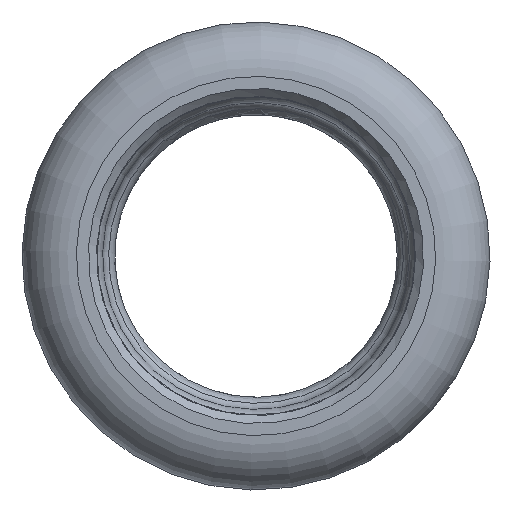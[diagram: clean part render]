
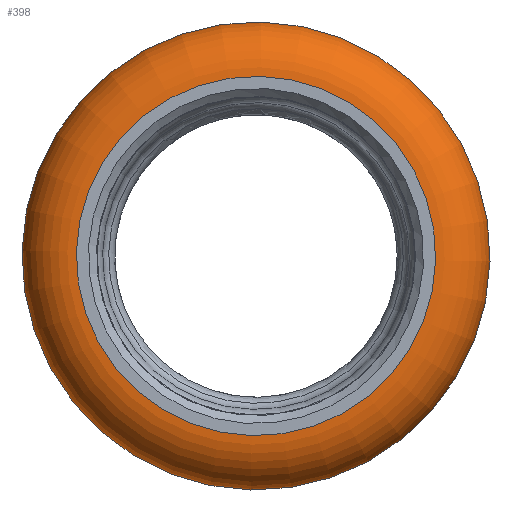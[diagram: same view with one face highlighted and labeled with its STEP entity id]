
A CAD part, left-side view. The second image highlights one B-rep face of the part: STEP entity #398.
In plain terms, the highlighted toroidal (fillet/blend) face has major radius 8.9 mm and minor radius 2.7 mm.
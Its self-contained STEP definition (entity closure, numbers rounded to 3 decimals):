
#77=FACE_OUTER_BOUND('',#104,.T.);
#104=EDGE_LOOP('',(#313,#314,#315,#316));
#142=CIRCLE('',#474,11.112);
#144=CIRCLE('',#478,8.9);
#145=CIRCLE('',#479,2.7);
#177=VERTEX_POINT('',#721);
#178=VERTEX_POINT('',#727);
#222=EDGE_CURVE('',#177,#177,#142,.T.);
#225=EDGE_CURVE('',#178,#178,#144,.T.);
#226=EDGE_CURVE('',#178,#177,#145,.T.);
#313=ORIENTED_EDGE('',*,*,#225,.F.);
#314=ORIENTED_EDGE('',*,*,#226,.T.);
#315=ORIENTED_EDGE('',*,*,#222,.T.);
#316=ORIENTED_EDGE('',*,*,#226,.F.);
#349=TOROIDAL_SURFACE('',#477,8.9,2.7);
#398=ADVANCED_FACE('',(#77),#349,.T.);
#474=AXIS2_PLACEMENT_3D('',#722,#597,#598);
#477=AXIS2_PLACEMENT_3D('',#726,#604,#605);
#478=AXIS2_PLACEMENT_3D('',#728,#606,#607);
#479=AXIS2_PLACEMENT_3D('',#729,#608,#609);
#597=DIRECTION('center_axis',(-1.,0.,0.));
#598=DIRECTION('ref_axis',(0.,1.,0.));
#604=DIRECTION('center_axis',(-1.,0.,0.));
#605=DIRECTION('ref_axis',(0.,0.878,-0.479));
#606=DIRECTION('center_axis',(-1.,0.,0.));
#607=DIRECTION('ref_axis',(0.,1.,0.));
#608=DIRECTION('center_axis',(0.,0.479,0.878));
#609=DIRECTION('ref_axis',(0.,-0.878,0.479));
#721=CARTESIAN_POINT('',(-18.301,-9.751,5.327));
#722=CARTESIAN_POINT('Origin',(-18.301,0.,0.));
#726=CARTESIAN_POINT('Origin',(-19.85,0.,0.));
#727=CARTESIAN_POINT('',(-22.55,-7.81,4.267));
#728=CARTESIAN_POINT('Origin',(-22.55,0.,0.));
#729=CARTESIAN_POINT('Origin',(-19.85,-7.81,4.267));
